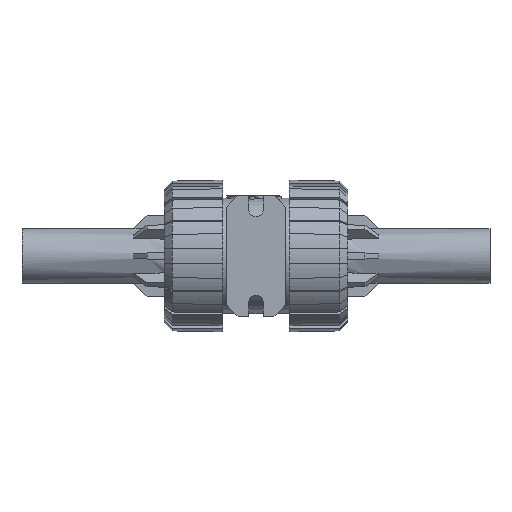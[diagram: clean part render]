
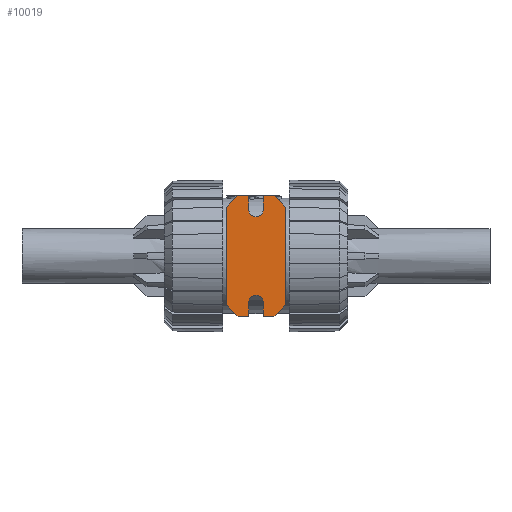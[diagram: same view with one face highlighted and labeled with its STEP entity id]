
A CAD part, front view. The second image highlights one B-rep face of the part: STEP entity #10019.
In plain terms, the highlighted planar face has unit normal (0, -1, 0).
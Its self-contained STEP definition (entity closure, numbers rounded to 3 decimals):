
#964=CIRCLE('',#10948,2.7);
#965=CIRCLE('',#10957,2.7);
#1195=PLANE('',#10961);
#1749=FACE_OUTER_BOUND('',#2296,.T.);
#2296=EDGE_LOOP('',(#9074,#9075,#9076,#9077,#9078,#9079,#9080,#9081,#9082,
#9083,#9084,#9085,#9086,#9087,#9088,#9089));
#2838=LINE('',#19364,#3451);
#2890=LINE('',#19479,#3503);
#2892=LINE('',#19483,#3505);
#2894=LINE('',#19487,#3507);
#2897=LINE('',#19495,#3510);
#2899=LINE('',#19499,#3512);
#2901=LINE('',#19503,#3514);
#2903=LINE('',#19507,#3516);
#2905=LINE('',#19511,#3518);
#2907=LINE('',#19515,#3520);
#2909=LINE('',#19519,#3522);
#2912=LINE('',#19527,#3525);
#2914=LINE('',#19531,#3527);
#2915=LINE('',#19533,#3528);
#3451=VECTOR('',#13153,1.);
#3503=VECTOR('',#13261,1.);
#3505=VECTOR('',#13265,1.);
#3507=VECTOR('',#13269,1.);
#3510=VECTOR('',#13278,1.);
#3512=VECTOR('',#13282,1.);
#3514=VECTOR('',#13286,1.);
#3516=VECTOR('',#13290,1.);
#3518=VECTOR('',#13294,1.);
#3520=VECTOR('',#13298,1.);
#3522=VECTOR('',#13302,1.);
#3525=VECTOR('',#13311,1.);
#3527=VECTOR('',#13315,1.);
#3528=VECTOR('',#13318,1.);
#4663=VERTEX_POINT('',#19361);
#4664=VERTEX_POINT('',#19363);
#4699=VERTEX_POINT('',#19477);
#4700=VERTEX_POINT('',#19481);
#4701=VERTEX_POINT('',#19485);
#4702=VERTEX_POINT('',#19489);
#4703=VERTEX_POINT('',#19493);
#4704=VERTEX_POINT('',#19497);
#4705=VERTEX_POINT('',#19501);
#4706=VERTEX_POINT('',#19505);
#4707=VERTEX_POINT('',#19509);
#4708=VERTEX_POINT('',#19513);
#4709=VERTEX_POINT('',#19517);
#4710=VERTEX_POINT('',#19521);
#4711=VERTEX_POINT('',#19525);
#4712=VERTEX_POINT('',#19529);
#6110=EDGE_CURVE('',#4664,#4663,#2838,.T.);
#6168=EDGE_CURVE('',#4663,#4699,#2890,.T.);
#6170=EDGE_CURVE('',#4699,#4700,#2892,.T.);
#6172=EDGE_CURVE('',#4700,#4701,#2894,.T.);
#6174=EDGE_CURVE('',#4701,#4702,#964,.T.);
#6176=EDGE_CURVE('',#4702,#4703,#2897,.T.);
#6178=EDGE_CURVE('',#4703,#4704,#2899,.T.);
#6180=EDGE_CURVE('',#4704,#4705,#2901,.T.);
#6182=EDGE_CURVE('',#4705,#4706,#2903,.T.);
#6184=EDGE_CURVE('',#4706,#4707,#2905,.T.);
#6186=EDGE_CURVE('',#4707,#4708,#2907,.T.);
#6188=EDGE_CURVE('',#4708,#4709,#2909,.T.);
#6190=EDGE_CURVE('',#4709,#4710,#965,.T.);
#6192=EDGE_CURVE('',#4710,#4711,#2912,.T.);
#6194=EDGE_CURVE('',#4711,#4712,#2914,.T.);
#6195=EDGE_CURVE('',#4712,#4664,#2915,.T.);
#9074=ORIENTED_EDGE('',*,*,#6110,.T.);
#9075=ORIENTED_EDGE('',*,*,#6168,.T.);
#9076=ORIENTED_EDGE('',*,*,#6170,.T.);
#9077=ORIENTED_EDGE('',*,*,#6172,.T.);
#9078=ORIENTED_EDGE('',*,*,#6174,.T.);
#9079=ORIENTED_EDGE('',*,*,#6176,.T.);
#9080=ORIENTED_EDGE('',*,*,#6178,.T.);
#9081=ORIENTED_EDGE('',*,*,#6180,.T.);
#9082=ORIENTED_EDGE('',*,*,#6182,.T.);
#9083=ORIENTED_EDGE('',*,*,#6184,.T.);
#9084=ORIENTED_EDGE('',*,*,#6186,.T.);
#9085=ORIENTED_EDGE('',*,*,#6188,.T.);
#9086=ORIENTED_EDGE('',*,*,#6190,.T.);
#9087=ORIENTED_EDGE('',*,*,#6192,.T.);
#9088=ORIENTED_EDGE('',*,*,#6194,.T.);
#9089=ORIENTED_EDGE('',*,*,#6195,.T.);
#10019=ADVANCED_FACE('',(#1749),#1195,.F.);
#10948=AXIS2_PLACEMENT_3D('',#19491,#13273,#13274);
#10957=AXIS2_PLACEMENT_3D('',#19523,#13306,#13307);
#10961=AXIS2_PLACEMENT_3D('',#19534,#13319,#13320);
#13153=DIRECTION('',(0.,0.,-1.));
#13261=DIRECTION('',(0.707,0.,-0.707));
#13265=DIRECTION('',(1.,0.,0.));
#13269=DIRECTION('',(0.,0.,1.));
#13273=DIRECTION('center_axis',(0.,1.,0.));
#13274=DIRECTION('ref_axis',(-1.,0.,0.));
#13278=DIRECTION('',(0.,0.,-1.));
#13282=DIRECTION('',(1.,0.,0.));
#13286=DIRECTION('',(0.707,0.,0.707));
#13290=DIRECTION('',(0.,0.,1.));
#13294=DIRECTION('',(-0.707,0.,0.707));
#13298=DIRECTION('',(-1.,0.,0.));
#13302=DIRECTION('',(0.,0.,-1.));
#13306=DIRECTION('center_axis',(0.,1.,0.));
#13307=DIRECTION('ref_axis',(1.,0.,0.));
#13311=DIRECTION('',(0.,0.,1.));
#13315=DIRECTION('',(-1.,0.,0.));
#13318=DIRECTION('',(-0.707,0.,-0.707));
#13319=DIRECTION('center_axis',(0.,1.,0.));
#13320=DIRECTION('ref_axis',(1.,0.,0.));
#19361=CARTESIAN_POINT('',(-10.75,-33.,-17.8));
#19363=CARTESIAN_POINT('',(-10.75,-33.,17.8));
#19364=CARTESIAN_POINT('',(-10.75,-33.,0.));
#19477=CARTESIAN_POINT('',(-6.55,-33.,-22.));
#19479=CARTESIAN_POINT('',(-10.75,-33.,-17.8));
#19481=CARTESIAN_POINT('',(-2.7,-33.,-22.));
#19483=CARTESIAN_POINT('',(-6.55,-33.,-22.));
#19485=CARTESIAN_POINT('',(-2.7,-33.,-17.));
#19487=CARTESIAN_POINT('',(-2.7,-33.,-22.));
#19489=CARTESIAN_POINT('',(2.7,-33.,-17.));
#19491=CARTESIAN_POINT('Origin',(0.,-33.,-17.));
#19493=CARTESIAN_POINT('',(2.7,-33.,-22.));
#19495=CARTESIAN_POINT('',(2.7,-33.,-17.));
#19497=CARTESIAN_POINT('',(6.55,-33.,-22.));
#19499=CARTESIAN_POINT('',(2.7,-33.,-22.));
#19501=CARTESIAN_POINT('',(10.75,-33.,-17.8));
#19503=CARTESIAN_POINT('',(6.55,-33.,-22.));
#19505=CARTESIAN_POINT('',(10.75,-33.,17.8));
#19507=CARTESIAN_POINT('',(10.75,-33.,-17.8));
#19509=CARTESIAN_POINT('',(6.55,-33.,22.));
#19511=CARTESIAN_POINT('',(10.75,-33.,17.8));
#19513=CARTESIAN_POINT('',(2.7,-33.,22.));
#19515=CARTESIAN_POINT('',(6.55,-33.,22.));
#19517=CARTESIAN_POINT('',(2.7,-33.,17.));
#19519=CARTESIAN_POINT('',(2.7,-33.,22.));
#19521=CARTESIAN_POINT('',(-2.7,-33.,17.));
#19523=CARTESIAN_POINT('Origin',(0.,-33.,17.));
#19525=CARTESIAN_POINT('',(-2.7,-33.,22.));
#19527=CARTESIAN_POINT('',(-2.7,-33.,17.));
#19529=CARTESIAN_POINT('',(-6.55,-33.,22.));
#19531=CARTESIAN_POINT('',(-2.7,-33.,22.));
#19533=CARTESIAN_POINT('',(-6.55,-33.,22.));
#19534=CARTESIAN_POINT('Origin',(0.,-33.,0.));
